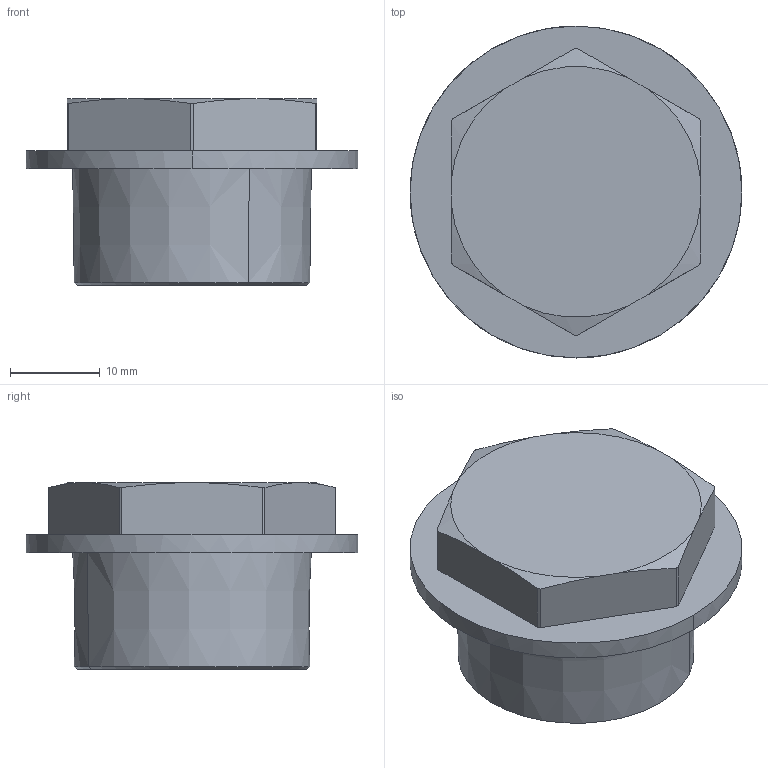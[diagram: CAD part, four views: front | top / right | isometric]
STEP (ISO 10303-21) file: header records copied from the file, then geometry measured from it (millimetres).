
FILE_DESCRIPTION(('CATIA V5 STEP Exchange','CAx-IF Rec.Pracs.--- Model Styling and Organization---1.4--- 2014-01-23'),'2;1');
FILE_NAME ('1932194-3_0', '2024-01-31T09:08:23+00:00', ('none'), ('Weidmueller'), 'CATIA Version 5-6 Release 2016 SP3 HF44', 'CATIA V5 STEP AP214', 'none');
FILE_SCHEMA(('AUTOMOTIVE_DESIGN { 1 0 10303 214 1 1 1 1 }'));
Length unit declared in the file: millimetre
Products named in the file (1): 2978970000_VP_NPT_3_4_EX_7J_BK
Bounding box: 37 x 37 x 20.8 mm (x, y, z)
Volume: 8980.7 mm3; surface area: 4835.1 mm2
Topology: 1 solids, 1 shells, 33 faces, 80 edges, 52 vertices
Faces by surface type: plane 11, cylinder 10, cone 10, torus 2
Entity records: 959 total; most frequent: CARTESIAN_POINT 246, ORIENTED_EDGE 160, DIRECTION 104, EDGE_CURVE 80, AXIS2_PLACEMENT_3D 54, VERTEX_POINT 52, EDGE_LOOP 36, CIRCLE 34
